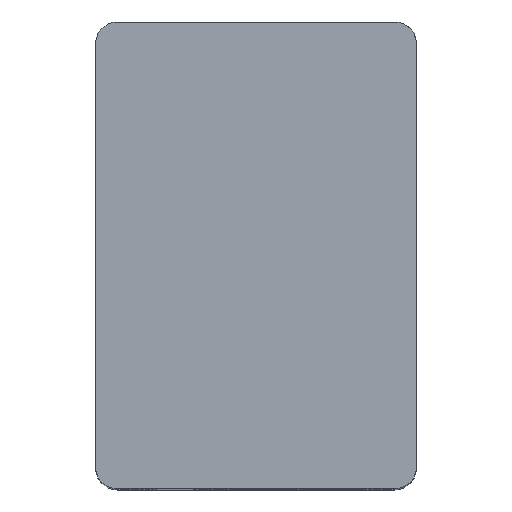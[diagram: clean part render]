
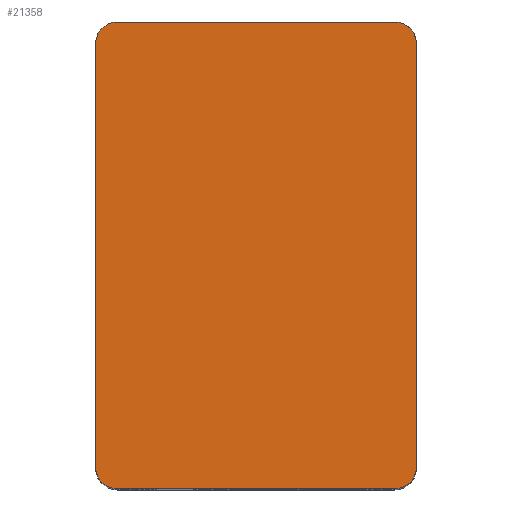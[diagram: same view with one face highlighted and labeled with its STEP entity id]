
A CAD part, top view. The second image highlights one B-rep face of the part: STEP entity #21358.
In plain terms, the highlighted planar face has unit normal (0, 0, 1).
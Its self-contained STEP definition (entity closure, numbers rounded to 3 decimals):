
#1653=CARTESIAN_POINT('',(-10.561,15.561,24.75));
#1654=VERTEX_POINT('',#1653);
#1676=CARTESIAN_POINT('',(-11.0,14.5,24.75));
#1677=VERTEX_POINT('',#1676);
#1684=CARTESIAN_POINT('',(-9.5,14.5,24.75));
#1685=DIRECTION('',(0.0,0.0,-1.));
#1686=DIRECTION('',(-0.707,0.707,0.0));
#1687=AXIS2_PLACEMENT_3D('',#1684,#1685,#1686);
#1688=CIRCLE('',#1687,1.5);
#1689=EDGE_CURVE('',#1677,#1654,#1688,.T.);
#2372=CARTESIAN_POINT('',(10.561,-15.561,24.75));
#2373=VERTEX_POINT('',#2372);
#2403=CARTESIAN_POINT('',(11.,-14.5,24.75));
#2404=VERTEX_POINT('',#2403);
#2411=CARTESIAN_POINT('',(9.5,-14.5,24.75));
#2412=DIRECTION('',(0.0,0.0,-1.));
#2413=DIRECTION('',(0.707,-0.707,0.0));
#2414=AXIS2_PLACEMENT_3D('',#2411,#2412,#2413);
#2415=CIRCLE('',#2414,1.5);
#2416=EDGE_CURVE('',#2404,#2373,#2415,.T.);
#2428=CARTESIAN_POINT('',(10.561,15.561,24.75));
#2429=VERTEX_POINT('',#2428);
#2449=CARTESIAN_POINT('',(9.5,16.,24.75));
#2450=VERTEX_POINT('',#2449);
#2457=CARTESIAN_POINT('',(9.5,14.5,24.75));
#2458=DIRECTION('',(0.0,0.0,-1.));
#2459=DIRECTION('',(0.707,0.707,0.0));
#2460=AXIS2_PLACEMENT_3D('',#2457,#2458,#2459);
#2461=CIRCLE('',#2460,1.5);
#2462=EDGE_CURVE('',#2450,#2429,#2461,.T.);
#2637=CARTESIAN_POINT('',(-10.561,-15.561,24.75));
#2638=VERTEX_POINT('',#2637);
#2685=CARTESIAN_POINT('',(-9.5,-16.,24.75));
#2686=VERTEX_POINT('',#2685);
#2693=CARTESIAN_POINT('',(-9.5,-14.5,24.75));
#2694=DIRECTION('',(0.0,0.0,-1.));
#2695=DIRECTION('',(-0.707,-0.707,0.0));
#2696=AXIS2_PLACEMENT_3D('',#2693,#2694,#2695);
#2697=CIRCLE('',#2696,1.5);
#2698=EDGE_CURVE('',#2686,#2638,#2697,.T.);
#20618=CARTESIAN_POINT('',(-11.0,-14.5,24.75));
#20619=VERTEX_POINT('',#20618);
#20626=CARTESIAN_POINT('',(-11.0,-14.5,24.75));
#20627=DIRECTION('',(0.0,1.0,0.0));
#20628=VECTOR('',#20627,29.0);
#20629=LINE('',#20626,#20628);
#20630=EDGE_CURVE('',#20619,#1677,#20629,.T.);
#20687=CARTESIAN_POINT('',(-9.5,-14.5,24.75));
#20688=DIRECTION('',(0.0,0.0,-1.));
#20689=DIRECTION('',(-0.707,-0.707,0.0));
#20690=AXIS2_PLACEMENT_3D('',#20687,#20688,#20689);
#20691=CIRCLE('',#20690,1.5);
#20692=EDGE_CURVE('',#2638,#20619,#20691,.T.);
#20866=CARTESIAN_POINT('',(11.,14.5,24.75));
#20867=VERTEX_POINT('',#20866);
#20874=CARTESIAN_POINT('',(11.,14.5,24.75));
#20875=DIRECTION('',(0.0,-1.0,0.0));
#20876=VECTOR('',#20875,29.0);
#20877=LINE('',#20874,#20876);
#20878=EDGE_CURVE('',#20867,#2404,#20877,.T.);
#20967=CARTESIAN_POINT('',(9.5,14.5,24.75));
#20968=DIRECTION('',(0.0,0.0,-1.));
#20969=DIRECTION('',(0.707,0.707,0.0));
#20970=AXIS2_PLACEMENT_3D('',#20967,#20968,#20969);
#20971=CIRCLE('',#20970,1.5);
#20972=EDGE_CURVE('',#2429,#20867,#20971,.T.);
#20985=CARTESIAN_POINT('',(9.5,-16.,24.75));
#20986=VERTEX_POINT('',#20985);
#20987=CARTESIAN_POINT('',(9.5,-14.5,24.75));
#20988=DIRECTION('',(0.0,0.0,-1.));
#20989=DIRECTION('',(0.707,-0.707,0.0));
#20990=AXIS2_PLACEMENT_3D('',#20987,#20988,#20989);
#20991=CIRCLE('',#20990,1.5);
#20992=EDGE_CURVE('',#2373,#20986,#20991,.T.);
#21169=CARTESIAN_POINT('',(-9.5,16.,24.75));
#21170=VERTEX_POINT('',#21169);
#21177=CARTESIAN_POINT('',(-9.5,16.,24.75));
#21178=DIRECTION('',(1.0,0.0,0.0));
#21179=VECTOR('',#21178,19.0);
#21180=LINE('',#21177,#21179);
#21181=EDGE_CURVE('',#21170,#2450,#21180,.T.);
#21254=CARTESIAN_POINT('',(9.5,-16.,24.75));
#21255=DIRECTION('',(-1.0,0.0,0.0));
#21256=VECTOR('',#21255,19.);
#21257=LINE('',#21254,#21256);
#21258=EDGE_CURVE('',#20986,#2686,#21257,.T.);
#21333=CARTESIAN_POINT('',(0.,0.,24.75));
#21334=DIRECTION('',(0.0,0.0,1.0));
#21335=DIRECTION('',(1.0,0.0,0.0));
#21336=AXIS2_PLACEMENT_3D('',#21333,#21334,#21335);
#21337=PLANE('',#21336);
#21338=ORIENTED_EDGE('',*,*,#2698,.F.);
#21339=ORIENTED_EDGE('',*,*,#21258,.F.);
#21340=ORIENTED_EDGE('',*,*,#20992,.F.);
#21341=ORIENTED_EDGE('',*,*,#2416,.F.);
#21342=ORIENTED_EDGE('',*,*,#20878,.F.);
#21343=ORIENTED_EDGE('',*,*,#20972,.F.);
#21344=ORIENTED_EDGE('',*,*,#2462,.F.);
#21345=ORIENTED_EDGE('',*,*,#21181,.F.);
#21346=CARTESIAN_POINT('',(-9.5,14.5,24.75));
#21347=DIRECTION('',(0.0,0.0,-1.));
#21348=DIRECTION('',(-0.707,0.707,0.0));
#21349=AXIS2_PLACEMENT_3D('',#21346,#21347,#21348);
#21350=CIRCLE('',#21349,1.5);
#21351=EDGE_CURVE('',#1654,#21170,#21350,.T.);
#21352=ORIENTED_EDGE('',*,*,#21351,.F.);
#21353=ORIENTED_EDGE('',*,*,#1689,.F.);
#21354=ORIENTED_EDGE('',*,*,#20630,.F.);
#21355=ORIENTED_EDGE('',*,*,#20692,.F.);
#21356=EDGE_LOOP('',(#21338,#21339,#21340,#21341,#21342,#21343,#21344,#21345,#21352,#21353,#21354,#21355));
#21357=FACE_OUTER_BOUND('',#21356,.T.);
#21358=ADVANCED_FACE('',(#21357),#21337,.T.);
